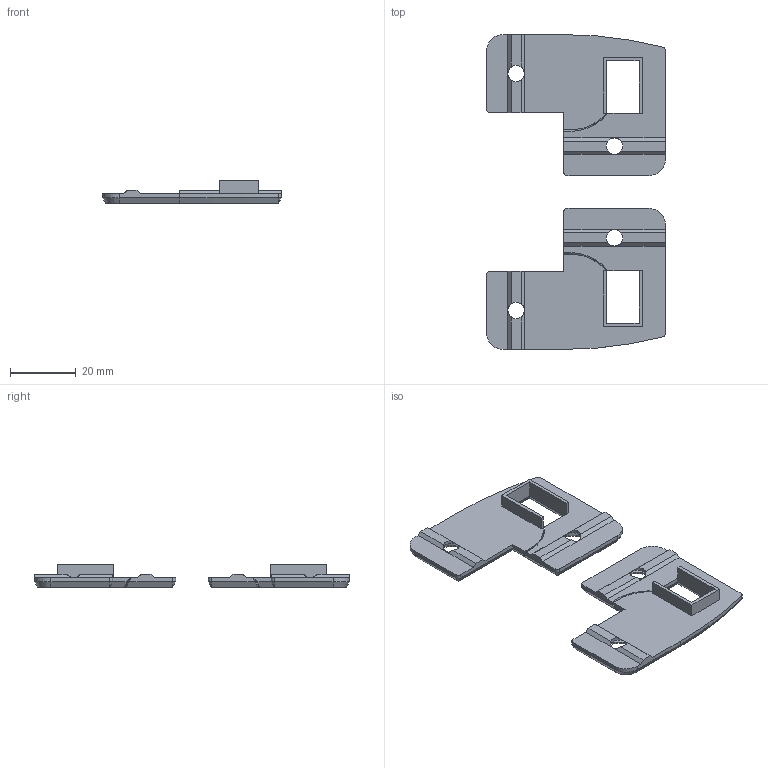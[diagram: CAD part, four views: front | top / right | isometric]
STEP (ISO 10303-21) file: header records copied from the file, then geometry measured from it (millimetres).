
FILE_DESCRIPTION(/* description */ (''),/* implementation_level */ '2;1');
FILE_NAME(/* name */ 'Z Belt access port covers.step',/* time_stamp */ '2019-01-28T10:06:26+00:00',/* author */ ('tinkercad-griff'),/* organization */ (''),/* preprocessor_version */ 'ST-DEVELOPER v17.2',/* originating_system */ 'Autodesk Translation Framework v7.6.0.251',/* authorisation */ '');
FILE_SCHEMA (('AUTOMOTIVE_DESIGN { 1 0 10303 214 3 1 1 }'));
Length unit declared in the file: millimetre
Products named in the file (1): Z Belt access port
Bounding box: 54.5 x 96 x 7 mm (x, y, z)
Volume: 9735.4 mm3; surface area: 8825.1 mm2
Topology: 2 solids, 2 shells, 140 faces, 350 edges, 204 vertices
Faces by surface type: plane 92, cylinder 24, cone 16, bspline 8
Full cylindrical faces by diameter (mm): 10 x4
Entity records: 4322 total; most frequent: CARTESIAN_POINT 1035, ORIENTED_EDGE 688, DIRECTION 652, EDGE_CURVE 344, LINE 242, VECTOR 242, AXIS2_PLACEMENT_3D 205, VERTEX_POINT 204
